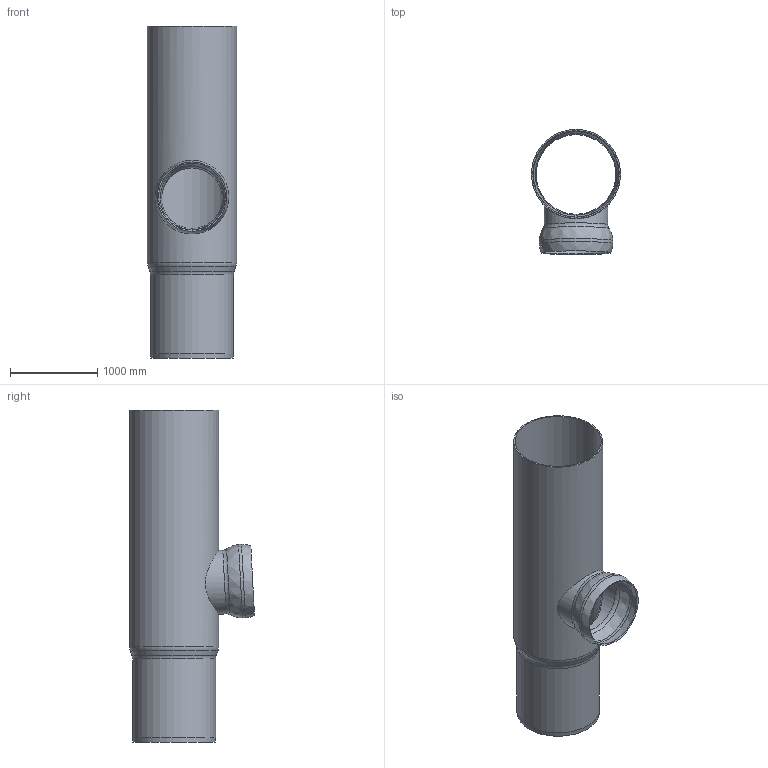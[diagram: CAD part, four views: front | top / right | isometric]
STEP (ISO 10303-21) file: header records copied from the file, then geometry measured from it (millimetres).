
FILE_DESCRIPTION(/* description */ (''),/* implementation_level */ '2;1');
FILE_NAME(/* name */ '02095.DC0X_3D.stp',/* time_stamp */ '2024-12-11T13:29:34+01:00',/* author */ ('CAD'),/* organization */ (''),/* preprocessor_version */ 'ST-DEVELOPER v20',/* originating_system */ 'AutoCAD Mechanical',/* authorisation */ '');
FILE_SCHEMA (('AUTOMOTIVE_DESIGN { 1 0 10303 214 3 1 1 }'));
Length unit declared in the file: centimetre
Products named in the file (2): Product; *S0
Assembly tree (1 placements, depth 2):
  Product
    *S0
Bounding box: 1020 x 1430.33 x 3800 mm (x, y, z)
Volume: 188860785 mm3; surface area: 25241177.1 mm2
Topology: 2 solids, 2 shells, 27 faces, 71 edges, 46 vertices
Faces by surface type: cylinder 10, cone 6, torus 6, bspline 4, plane 1
Full cylindrical faces by diameter (mm): 698 x2, 730 x1, 810 x1, 842 x1, 920 x1, 950 x1, 990 x1, 1020 x1
Entity records: 1495 total; most frequent: CARTESIAN_POINT 753, DIRECTION 167, ORIENTED_EDGE 142, AXIS2_PLACEMENT_3D 76, EDGE_CURVE 71, CIRCLE 50, VERTEX_POINT 46, EDGE_LOOP 31
